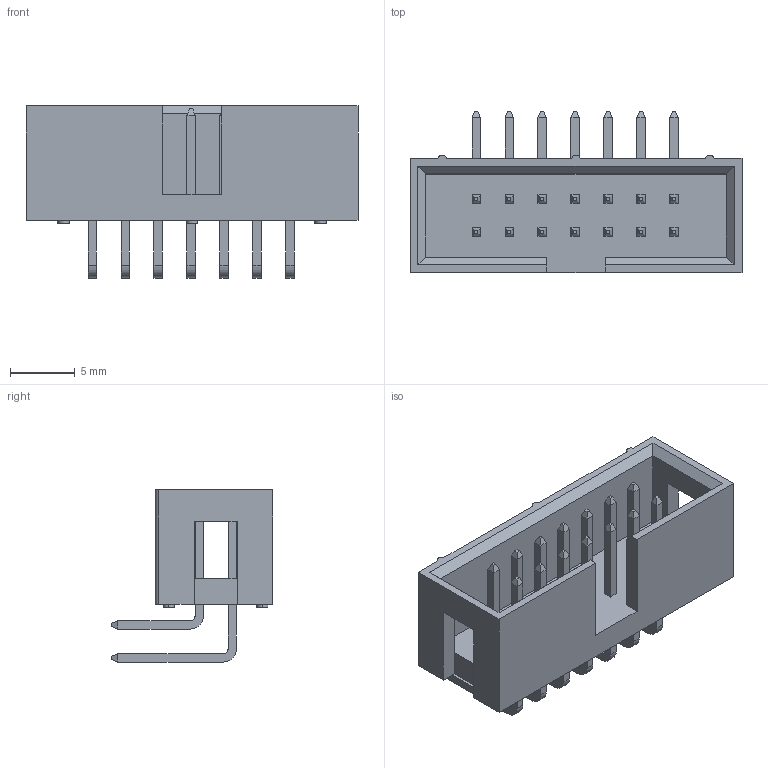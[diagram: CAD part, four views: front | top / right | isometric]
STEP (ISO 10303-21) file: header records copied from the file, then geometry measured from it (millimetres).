
FILE_DESCRIPTION(('STEP AP214'),'1');
FILE_NAME('612014235221.stp','2018-02-20T05:09:57',('TraceParts'),('TraceParts S.A.'),'Spatial InterOp 3D',' ',' ');
FILE_SCHEMA(('automotive_design'));
Length unit declared in the file: millimetre
Products named in the file (15): 612014235221_1; 612014235221_2; 612014235221_3; 612014235221_4; 612014235221_5; 612014235221_6; 612014235221_7; 612014235221_8; 612014235221_9; 612014235221_10; 612014235221_11; 612014235221_12; 612014235221_13; 612014235221_14; 612014235221_15
Bounding box: 25.58 x 12.45 x 13.26 mm (x, y, z)
Volume: 967.6 mm3; surface area: 2113.5 mm2
Topology: 15 solids, 15 shells, 415 faces, 973 edges, 590 vertices
Faces by surface type: plane 372, cylinder 43
Entity records: 15075 total; most frequent: CARTESIAN_POINT 1993, ORIENTED_EDGE 1946, DIRECTION 1919, EDGE_CURVE 973, LINE 887, VECTOR 887, VERTEX_POINT 590, AXIS2_PLACEMENT_3D 516
